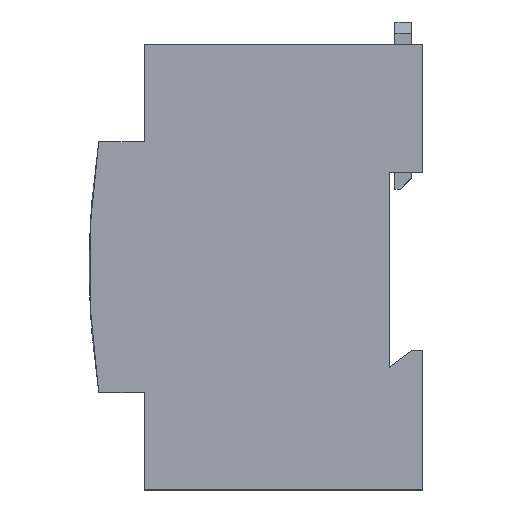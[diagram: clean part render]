
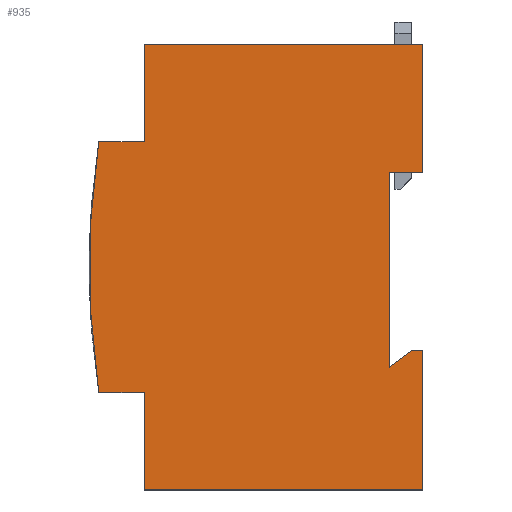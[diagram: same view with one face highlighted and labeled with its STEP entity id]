
A CAD part, top view. The second image highlights one B-rep face of the part: STEP entity #935.
In plain terms, the highlighted planar face has unit normal (0, 0, 1).
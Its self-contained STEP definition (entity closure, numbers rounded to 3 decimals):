
#501=CARTESIAN_POINT('',(-6.,57.0,13.5));
#502=VERTEX_POINT('',#501);
#509=CARTESIAN_POINT('',(-6.,22.0,13.5));
#510=VERTEX_POINT('',#509);
#511=CARTESIAN_POINT('',(-6.,22.0,13.5));
#512=DIRECTION('',(0.0,1.0,0.0));
#513=VECTOR('',#512,35.0);
#514=LINE('',#511,#513);
#515=EDGE_CURVE('',#510,#502,#514,.T.);
#613=CARTESIAN_POINT('',(-50.0,80.0,13.5));
#614=VERTEX_POINT('',#613);
#621=CARTESIAN_POINT('',(0.0,80.0,13.5));
#622=VERTEX_POINT('',#621);
#623=CARTESIAN_POINT('',(-50.0,80.0,13.5));
#624=DIRECTION('',(1.0,0.0,0.0));
#625=VECTOR('',#624,50.0);
#626=LINE('',#623,#625);
#627=EDGE_CURVE('',#614,#622,#626,.T.);
#795=CARTESIAN_POINT('',(-58.164,62.5,13.5));
#796=VERTEX_POINT('',#795);
#805=CARTESIAN_POINT('',(-50.0,62.5,13.5));
#806=VERTEX_POINT('',#805);
#807=CARTESIAN_POINT('',(-50.0,62.5,13.5));
#808=DIRECTION('',(-1.0,0.0,0.0));
#809=VECTOR('',#808,8.164);
#810=LINE('',#807,#809);
#811=EDGE_CURVE('',#806,#796,#810,.T.);
#842=CARTESIAN_POINT('',(-50.0,80.0,13.5));
#843=DIRECTION('',(0.0,-1.0,0.0));
#844=VECTOR('',#843,17.5);
#845=LINE('',#842,#844);
#846=EDGE_CURVE('',#614,#806,#845,.T.);
#855=CARTESIAN_POINT('',(-30.0,40.0,13.5));
#856=DIRECTION('',(0.0,0.0,1.0));
#857=DIRECTION('',(1.0,0.0,0.0));
#858=AXIS2_PLACEMENT_3D('',#855,#856,#857);
#859=PLANE('',#858);
#860=ORIENTED_EDGE('',*,*,#846,.T.);
#861=ORIENTED_EDGE('',*,*,#811,.T.);
#862=CARTESIAN_POINT('',(-58.164,17.5,13.5));
#863=VERTEX_POINT('',#862);
#864=CARTESIAN_POINT('',(90.139,40.0,13.5));
#865=DIRECTION('',(0.0,0.0,1.0));
#866=DIRECTION('',(-1.0,0.0,0.0));
#867=AXIS2_PLACEMENT_3D('',#864,#865,#866);
#868=CIRCLE('',#867,150.001);
#869=EDGE_CURVE('',#796,#863,#868,.T.);
#870=ORIENTED_EDGE('',*,*,#869,.T.);
#871=CARTESIAN_POINT('',(-50.0,17.5,13.5));
#872=VERTEX_POINT('',#871);
#873=CARTESIAN_POINT('',(-58.164,17.5,13.5));
#874=DIRECTION('',(1.0,0.0,0.0));
#875=VECTOR('',#874,8.164);
#876=LINE('',#873,#875);
#877=EDGE_CURVE('',#863,#872,#876,.T.);
#878=ORIENTED_EDGE('',*,*,#877,.T.);
#879=CARTESIAN_POINT('',(-50.0,0.0,13.5));
#880=VERTEX_POINT('',#879);
#881=CARTESIAN_POINT('',(-50.0,17.5,13.5));
#882=DIRECTION('',(0.0,-1.0,0.0));
#883=VECTOR('',#882,17.5);
#884=LINE('',#881,#883);
#885=EDGE_CURVE('',#872,#880,#884,.T.);
#886=ORIENTED_EDGE('',*,*,#885,.T.);
#887=CARTESIAN_POINT('',(0.0,0.0,13.5));
#888=VERTEX_POINT('',#887);
#889=CARTESIAN_POINT('',(0.0,0.0,13.5));
#890=DIRECTION('',(-1.0,0.0,0.0));
#891=VECTOR('',#890,50.0);
#892=LINE('',#889,#891);
#893=EDGE_CURVE('',#888,#880,#892,.T.);
#894=ORIENTED_EDGE('',*,*,#893,.F.);
#895=CARTESIAN_POINT('',(0.0,25.0,13.5));
#896=VERTEX_POINT('',#895);
#897=CARTESIAN_POINT('',(0.0,25.0,13.5));
#898=DIRECTION('',(0.0,-1.0,0.0));
#899=VECTOR('',#898,25.0);
#900=LINE('',#897,#899);
#901=EDGE_CURVE('',#896,#888,#900,.T.);
#902=ORIENTED_EDGE('',*,*,#901,.F.);
#903=CARTESIAN_POINT('',(-2.0,25.0,13.5));
#904=VERTEX_POINT('',#903);
#905=CARTESIAN_POINT('',(0.0,25.0,13.5));
#906=DIRECTION('',(-1.0,0.0,0.0));
#907=VECTOR('',#906,2.0);
#908=LINE('',#905,#907);
#909=EDGE_CURVE('',#896,#904,#908,.T.);
#910=ORIENTED_EDGE('',*,*,#909,.T.);
#911=CARTESIAN_POINT('',(-2.0,25.0,13.5));
#912=DIRECTION('',(-0.8,-0.6,0.0));
#913=VECTOR('',#912,5.);
#914=LINE('',#911,#913);
#915=EDGE_CURVE('',#904,#510,#914,.T.);
#916=ORIENTED_EDGE('',*,*,#915,.T.);
#917=ORIENTED_EDGE('',*,*,#515,.T.);
#918=CARTESIAN_POINT('',(0.0,57.0,13.5));
#919=VERTEX_POINT('',#918);
#920=CARTESIAN_POINT('',(-6.,57.0,13.5));
#921=DIRECTION('',(1.0,0.0,0.0));
#922=VECTOR('',#921,6.);
#923=LINE('',#920,#922);
#924=EDGE_CURVE('',#502,#919,#923,.T.);
#925=ORIENTED_EDGE('',*,*,#924,.T.);
#926=CARTESIAN_POINT('',(0.0,80.0,13.5));
#927=DIRECTION('',(0.0,-1.0,0.0));
#928=VECTOR('',#927,23.0);
#929=LINE('',#926,#928);
#930=EDGE_CURVE('',#622,#919,#929,.T.);
#931=ORIENTED_EDGE('',*,*,#930,.F.);
#932=ORIENTED_EDGE('',*,*,#627,.F.);
#933=EDGE_LOOP('',(#860,#861,#870,#878,#886,#894,#902,#910,#916,#917,#925,#931,#932));
#934=FACE_OUTER_BOUND('',#933,.T.);
#935=ADVANCED_FACE('',(#934),#859,.T.);
